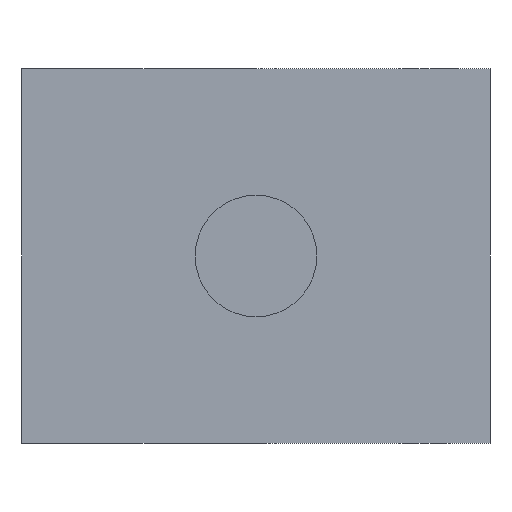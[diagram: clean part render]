
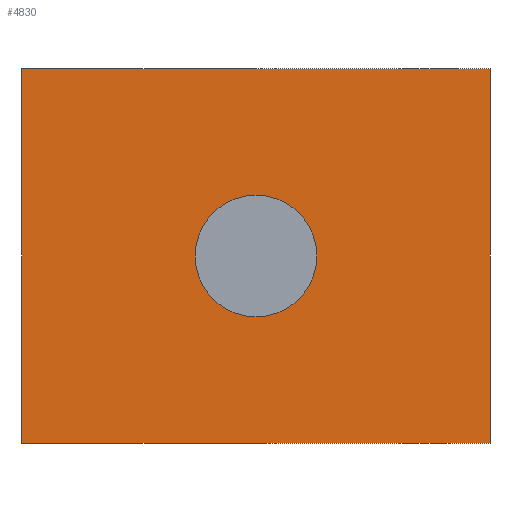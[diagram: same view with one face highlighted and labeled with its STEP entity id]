
A CAD part, front view. The second image highlights one B-rep face of the part: STEP entity #4830.
In plain terms, the highlighted planar face has unit normal (0, -1, 0).
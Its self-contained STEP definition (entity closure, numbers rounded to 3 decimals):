
#106=LINE('',#6418,#419);
#109=LINE('',#6431,#422);
#285=LINE('',#6945,#598);
#286=LINE('',#6953,#599);
#419=VECTOR('',#5395,1000.);
#422=VECTOR('',#5406,1000.);
#598=VECTOR('',#5860,1000.);
#599=VECTOR('',#5869,1000.);
#1179=ORIENTED_EDGE('',*,*,#1927,.F.);
#1180=ORIENTED_EDGE('',*,*,#1680,.F.);
#1181=ORIENTED_EDGE('',*,*,#1926,.F.);
#1182=ORIENTED_EDGE('',*,*,#1686,.F.);
#1183=ORIENTED_EDGE('',*,*,#1922,.F.);
#1680=EDGE_CURVE('',#2140,#2137,#106,.T.);
#1686=EDGE_CURVE('',#2146,#2147,#109,.T.);
#1922=EDGE_CURVE('',#2137,#2146,#285,.T.);
#1926=EDGE_CURVE('',#2147,#2140,#286,.T.);
#1927=EDGE_CURVE('',#2333,#2333,#2524,.F.);
#2137=VERTEX_POINT('',#6412);
#2140=VERTEX_POINT('',#6417);
#2146=VERTEX_POINT('',#6430);
#2147=VERTEX_POINT('',#6432);
#2333=VERTEX_POINT('',#6956);
#2524=CIRCLE('',#5152,6.5);
#2717=EDGE_LOOP('',(#1179));
#2718=EDGE_LOOP('',(#1180,#1181,#1182,#1183));
#3002=FACE_BOUND('',#2717,.T.);
#3003=FACE_BOUND('',#2718,.T.);
#3210=PLANE('',#5151);
#4830=ADVANCED_FACE('',(#3002,#3003),#3210,.F.);
#5151=AXIS2_PLACEMENT_3D('',#6954,#5870,#5871);
#5152=AXIS2_PLACEMENT_3D('',#6955,#5872,#5873);
#5395=DIRECTION('',(0.,0.,1.));
#5406=DIRECTION('',(0.,0.,-1.));
#5860=DIRECTION('',(1.,0.,0.));
#5869=DIRECTION('',(-1.,0.,0.));
#5870=DIRECTION('',(0.,1.,0.));
#5871=DIRECTION('',(0.,0.,1.));
#5872=DIRECTION('',(0.,1.,0.));
#5873=DIRECTION('',(0.,0.,1.));
#6412=CARTESIAN_POINT('',(-25.,-89.,20.));
#6417=CARTESIAN_POINT('',(-25.,-89.,-20.));
#6418=CARTESIAN_POINT('',(-25.,-89.,-20.));
#6430=CARTESIAN_POINT('',(25.,-89.,20.));
#6431=CARTESIAN_POINT('',(25.,-89.,20.));
#6432=CARTESIAN_POINT('',(25.,-89.,-20.));
#6945=CARTESIAN_POINT('',(-25.,-89.,20.));
#6953=CARTESIAN_POINT('',(25.,-89.,-20.));
#6954=CARTESIAN_POINT('',(0.,-89.,0.));
#6955=CARTESIAN_POINT('',(0.,-89.,0.));
#6956=CARTESIAN_POINT('',(0.,-89.,6.5));
